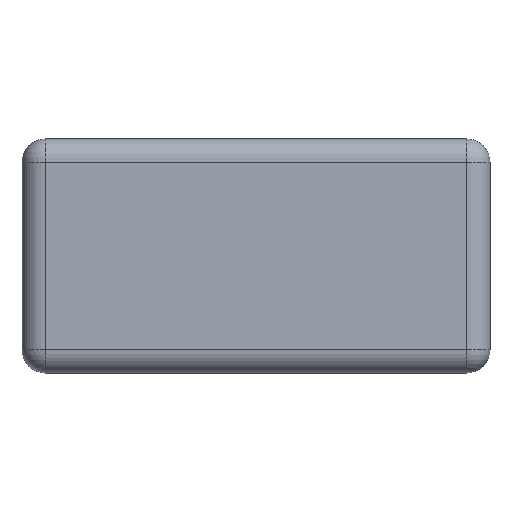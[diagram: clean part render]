
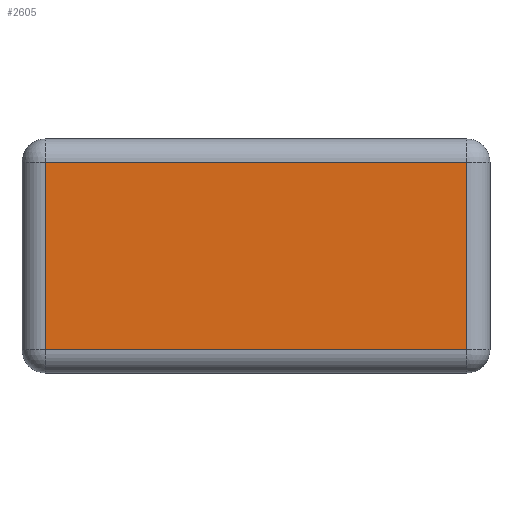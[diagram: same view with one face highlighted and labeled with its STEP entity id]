
A CAD part, top view. The second image highlights one B-rep face of the part: STEP entity #2605.
In plain terms, the highlighted planar face has unit normal (0, 0, 1).
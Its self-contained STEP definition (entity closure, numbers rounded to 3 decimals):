
#284 = CARTESIAN_POINT ( 'NONE',  ( -20., 8., 2.5 ) ) ;
#286 = DIRECTION ( 'NONE',  ( 0., 1., 0. ) ) ;
#290 = CARTESIAN_POINT ( 'NONE',  ( 18., 10., 2.5 ) ) ;
#292 = DIRECTION ( 'NONE',  ( -1., 0., 0. ) ) ;
#293 = DIRECTION ( 'NONE',  ( 1., 0., 0. ) ) ;
#294 = CARTESIAN_POINT ( 'NONE',  ( 20., -8., 2.5 ) ) ;
#311 = DIRECTION ( 'NONE',  ( 0., -1., 0. ) ) ;
#328 = CARTESIAN_POINT ( 'NONE',  ( -18., -10., 2.5 ) ) ;
#462 = EDGE_LOOP ( 'NONE', ( #781, #782, #783, #784 ) ) ;
#684 = DIRECTION ( 'NONE',  ( 1., 0., 0. ) ) ;
#685 = DIRECTION ( 'NONE',  ( 0., 0., 1. ) ) ;
#692 = CARTESIAN_POINT ( 'NONE',  ( -20., -10., 2.5 ) ) ;
#693 = PLANE ( 'NONE',  #2676 ) ;
#781 = ORIENTED_EDGE ( 'NONE', *, *, #1720, .T. ) ;
#782 = ORIENTED_EDGE ( 'NONE', *, *, #1719, .T. ) ;
#783 = ORIENTED_EDGE ( 'NONE', *, *, #1710, .T. ) ;
#784 = ORIENTED_EDGE ( 'NONE', *, *, #1721, .T. ) ;
#834 = CARTESIAN_POINT ( 'NONE',  ( 18., -8., 2.5 ) ) ;
#838 = CARTESIAN_POINT ( 'NONE',  ( -18., -8., 2.5 ) ) ;
#1431 = CARTESIAN_POINT ( 'NONE',  ( -18., 8., 2.5 ) ) ;
#1440 = CARTESIAN_POINT ( 'NONE',  ( 18., 8., 2.5 ) ) ;
#1454 = FACE_OUTER_BOUND ( 'NONE', #462, .T. ) ;
#1710 = EDGE_CURVE ( 'NONE', #2864, #2817, #2096, .T. ) ;
#1719 = EDGE_CURVE ( 'NONE', #2857, #2864, #2091, .T. ) ;
#1720 = EDGE_CURVE ( 'NONE', #2840, #2857, #2116, .T. ) ;
#1721 = EDGE_CURVE ( 'NONE', #2817, #2840, #2118, .T. ) ;
#2091 = LINE ( 'NONE', #284, #2114 ) ;
#2096 = LINE ( 'NONE', #328, #2097 ) ;
#2097 = VECTOR ( 'NONE', #311, 1000. ) ;
#2114 = VECTOR ( 'NONE', #292, 1000. ) ;
#2116 = LINE ( 'NONE', #290, #2117 ) ;
#2117 = VECTOR ( 'NONE', #286, 1000. ) ;
#2118 = LINE ( 'NONE', #294, #2119 ) ;
#2119 = VECTOR ( 'NONE', #293, 1000. ) ;
#2605 = ADVANCED_FACE ( 'NONE', ( #1454 ), #693, .T. ) ;
#2676 = AXIS2_PLACEMENT_3D ( 'NONE', #692, #685, #684 ) ;
#2817 = VERTEX_POINT ( 'NONE', #838 ) ;
#2840 = VERTEX_POINT ( 'NONE', #834 ) ;
#2857 = VERTEX_POINT ( 'NONE', #1440 ) ;
#2864 = VERTEX_POINT ( 'NONE', #1431 ) ;
